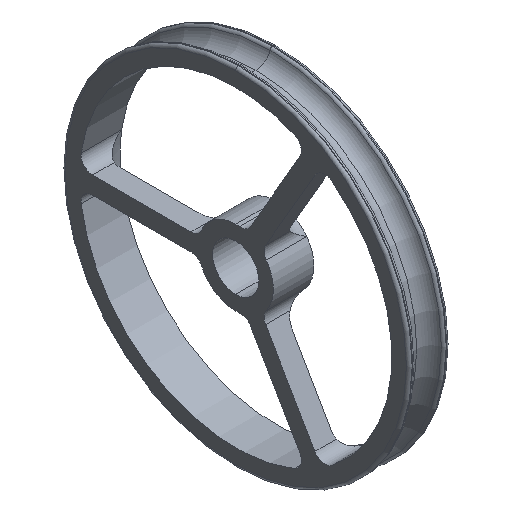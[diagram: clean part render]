
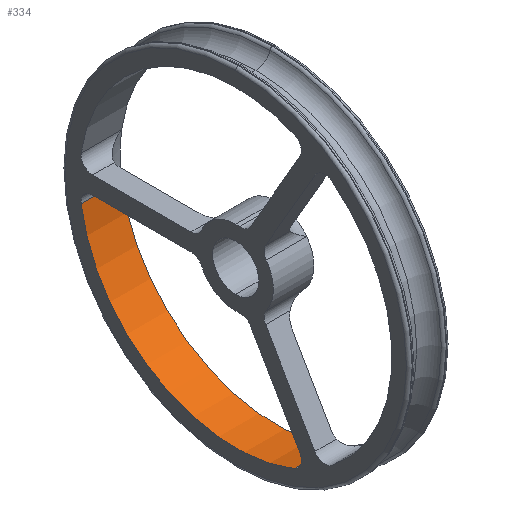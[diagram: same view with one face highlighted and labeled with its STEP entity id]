
A CAD part, isometric view. The second image highlights one B-rep face of the part: STEP entity #334.
In plain terms, the highlighted cylindrical face has radius 27 mm (diameter 54 mm), a partial arc.
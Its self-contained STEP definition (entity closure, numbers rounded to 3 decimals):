
#12 = VECTOR ( 'NONE', #1606, 1000. ) ;
#52 = VERTEX_POINT ( 'NONE', #295 ) ;
#171 = DIRECTION ( 'NONE',  ( -1., 0., 0. ) ) ;
#184 = VERTEX_POINT ( 'NONE', #710 ) ;
#191 = ORIENTED_EDGE ( 'NONE', *, *, #1457, .T. ) ;
#288 = DIRECTION ( 'NONE',  ( -1., 0., 0. ) ) ;
#295 = CARTESIAN_POINT ( 'NONE',  ( 7., 26.734, -3.78 ) ) ;
#334 = ADVANCED_FACE ( 'NONE', ( #1844 ), #917, .F. ) ;
#510 = CARTESIAN_POINT ( 'NONE',  ( 7., -10.093, -25.042 ) ) ;
#577 = AXIS2_PLACEMENT_3D ( 'NONE', #1762, #1149, #672 ) ;
#582 = AXIS2_PLACEMENT_3D ( 'NONE', #1534, #171, #1823 ) ;
#586 = EDGE_CURVE ( 'NONE', #184, #1840, #1462, .T. ) ;
#609 = AXIS2_PLACEMENT_3D ( 'NONE', #1728, #1135, #676 ) ;
#672 = DIRECTION ( 'NONE',  ( 0., 0., 1. ) ) ;
#676 = DIRECTION ( 'NONE',  ( 0., 0., 1. ) ) ;
#710 = CARTESIAN_POINT ( 'NONE',  ( 0., 26.734, -3.78 ) ) ;
#917 = CYLINDRICAL_SURFACE ( 'NONE', #582, 27. ) ;
#960 = VERTEX_POINT ( 'NONE', #510 ) ;
#1004 = CARTESIAN_POINT ( 'NONE',  ( 0., -10.093, -25.042 ) ) ;
#1013 = LINE ( 'NONE', #1004, #12 ) ;
#1135 = DIRECTION ( 'NONE',  ( -1., 0., 0. ) ) ;
#1149 = DIRECTION ( 'NONE',  ( -1., 0., 0. ) ) ;
#1220 = EDGE_CURVE ( 'NONE', #52, #184, #1667, .T. ) ;
#1306 = ORIENTED_EDGE ( 'NONE', *, *, #1220, .T. ) ;
#1327 = ORIENTED_EDGE ( 'NONE', *, *, #586, .T. ) ;
#1390 = EDGE_CURVE ( 'NONE', #52, #960, #1557, .T. ) ;
#1448 = ORIENTED_EDGE ( 'NONE', *, *, #1390, .F. ) ;
#1457 = EDGE_CURVE ( 'NONE', #1840, #960, #1013, .T. ) ;
#1462 = CIRCLE ( 'NONE', #609, 27. ) ;
#1534 = CARTESIAN_POINT ( 'NONE',  ( 0., 0., 0. ) ) ;
#1557 = CIRCLE ( 'NONE', #577, 27. ) ;
#1606 = DIRECTION ( 'NONE',  ( 1., 0., 0. ) ) ;
#1636 = CARTESIAN_POINT ( 'NONE',  ( 0., -10.093, -25.042 ) ) ;
#1644 = CARTESIAN_POINT ( 'NONE',  ( 0., 26.734, -3.78 ) ) ;
#1667 = LINE ( 'NONE', #1644, #1717 ) ;
#1704 = EDGE_LOOP ( 'NONE', ( #1448, #1306, #1327, #191 ) ) ;
#1717 = VECTOR ( 'NONE', #288, 1000. ) ;
#1728 = CARTESIAN_POINT ( 'NONE',  ( 0., 0., 0. ) ) ;
#1762 = CARTESIAN_POINT ( 'NONE',  ( 7., 0., 0. ) ) ;
#1823 = DIRECTION ( 'NONE',  ( 0., 0., 1. ) ) ;
#1840 = VERTEX_POINT ( 'NONE', #1636 ) ;
#1844 = FACE_OUTER_BOUND ( 'NONE', #1704, .T. ) ;
